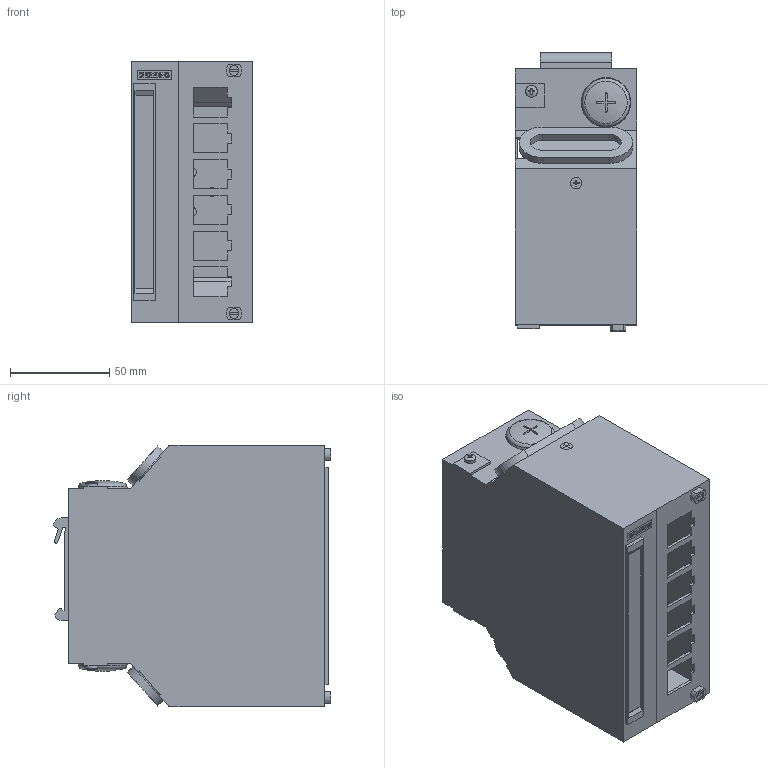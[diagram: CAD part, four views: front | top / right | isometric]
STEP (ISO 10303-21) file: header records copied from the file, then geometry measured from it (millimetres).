
FILE_DESCRIPTION(/* description */ (''),/* implementation_level */ '2;1');
FILE_NAME(/* name */ '6GK1901-1BE00-0AA4_3d.stp',/* time_stamp */ '2021-11-05T11:58:03+01:00',/* author */ (''),/* organization */ (''),/* preprocessor_version */ 'ST-DEVELOPER v18.1',/* originating_system */ 'SIEMENS PLM Software NX 1988',/* authorisation */ '');
FILE_SCHEMA (('AUTOMOTIVE_DESIGN { 1 0 10303 214 3 1 1 1 }'));
Length unit declared in the file: millimetre
Products named in the file (4): Body; Adapter; Plug; 1852_6GK1901-1BE00-0AA4_stp
Assembly tree (3 placements, depth 2):
  1852_6GK1901-1BE00-0AA4_stp
    Plug
    Adapter
    Body
Bounding box: 61.1 x 140.05 x 131.7 mm (x, y, z)
Volume: 97614.8 mm3; surface area: 127698.7 mm2
Topology: 4 solids, 4 shells, 338 faces, 974 edges, 676 vertices
Faces by surface type: plane 258, cylinder 62, cone 10, torus 4, bspline 2, sphere 2
Full cylindrical faces by diameter (mm): 4 x1, 4.5 x8, 5.62 x3, 5.85 x1, 6 x2
Entity records: 14103 total; most frequent: CARTESIAN_POINT 2827, ORIENTED_EDGE 1870, DIRECTION 1776, EDGE_CURVE 935, LINE 702, VECTOR 702, VERTEX_POINT 664, AXIS2_PLACEMENT_3D 537
